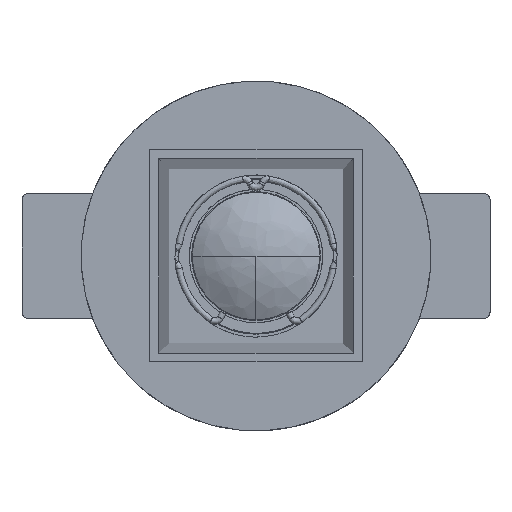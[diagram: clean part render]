
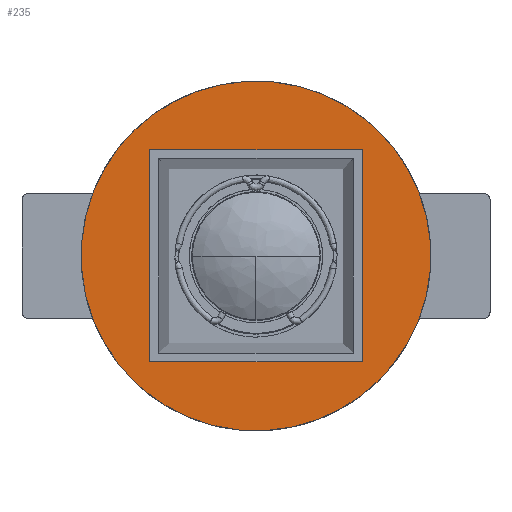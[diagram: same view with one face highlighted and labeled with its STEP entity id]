
A CAD part, top view. The second image highlights one B-rep face of the part: STEP entity #235.
In plain terms, the highlighted planar face has unit normal (0, 0, 1).
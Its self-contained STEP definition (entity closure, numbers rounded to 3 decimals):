
#119=FACE_BOUND('',#739,.T.);
#235=ADVANCED_FACE('',(#481,#119),#3366,.T.);
#481=FACE_OUTER_BOUND('',#738,.T.);
#738=EDGE_LOOP('',(#1362,#1363));
#739=EDGE_LOOP('',(#1364,#1365,#1366,#1367));
#1362=ORIENTED_EDGE('',*,*,#2320,.F.);
#1363=ORIENTED_EDGE('',*,*,#2236,.F.);
#1364=ORIENTED_EDGE('',*,*,#2268,.T.);
#1365=ORIENTED_EDGE('',*,*,#2272,.T.);
#1366=ORIENTED_EDGE('',*,*,#2275,.T.);
#1367=ORIENTED_EDGE('',*,*,#2278,.T.);
#2236=EDGE_CURVE('',#3040,#3094,#2705,.T.);
#2268=EDGE_CURVE('',#3066,#3067,#3510,.T.);
#2272=EDGE_CURVE('',#3067,#3068,#3514,.T.);
#2275=EDGE_CURVE('',#3068,#3069,#3517,.T.);
#2278=EDGE_CURVE('',#3069,#3066,#3520,.T.);
#2320=EDGE_CURVE('',#3094,#3040,#2750,.T.);
#2705=(
BOUNDED_CURVE()
B_SPLINE_CURVE(2,(#7325,#7326,#7327,#7328,#7329),.UNSPECIFIED.,.F.,.F.)
B_SPLINE_CURVE_WITH_KNOTS((3,2,3),(-301.894,-226.42,
-150.947),.UNSPECIFIED.)
CURVE()
GEOMETRIC_REPRESENTATION_ITEM()
RATIONAL_B_SPLINE_CURVE((1.,0.707,1.,0.707,1.))
REPRESENTATION_ITEM('')
);
#2750=(
BOUNDED_CURVE()
B_SPLINE_CURVE(2,(#7599,#7600,#7601,#7602,#7603),.UNSPECIFIED.,.F.,.F.)
B_SPLINE_CURVE_WITH_KNOTS((3,2,3),(-150.947,-75.473,
0.),.UNSPECIFIED.)
CURVE()
GEOMETRIC_REPRESENTATION_ITEM()
RATIONAL_B_SPLINE_CURVE((1.,0.707,1.,0.707,1.))
REPRESENTATION_ITEM('')
);
#3040=VERTEX_POINT('',#7267);
#3066=VERTEX_POINT('',#7293);
#3067=VERTEX_POINT('',#7294);
#3068=VERTEX_POINT('',#7295);
#3069=VERTEX_POINT('',#7296);
#3094=VERTEX_POINT('',#7321);
#3366=PLANE('',#3797);
#3510=B_SPLINE_CURVE_WITH_KNOTS('',1,(#7412,#7413),.UNSPECIFIED.,.F.,.F.,
(2,2),(-70.7,-67.95),.UNSPECIFIED.);
#3514=B_SPLINE_CURVE_WITH_KNOTS('',1,(#7420,#7421),.UNSPECIFIED.,.F.,.F.,
(2,2),(-67.95,-65.2),.UNSPECIFIED.);
#3517=B_SPLINE_CURVE_WITH_KNOTS('',1,(#7426,#7427),.UNSPECIFIED.,.F.,.F.,
(2,2),(-65.2,-62.45),.UNSPECIFIED.);
#3520=B_SPLINE_CURVE_WITH_KNOTS('',1,(#7432,#7433),.UNSPECIFIED.,.F.,.F.,
(2,2),(-62.45,0.),.UNSPECIFIED.);
#3797=AXIS2_PLACEMENT_3D('',#7254,#3968,$);
#3968=DIRECTION('',(0.,0.,1.));
#7254=CARTESIAN_POINT('',(70.06,-70.06,33.57));
#7267=CARTESIAN_POINT('',(39.632,39.632,33.57));
#7293=CARTESIAN_POINT('',(-33.975,-33.975,33.57));
#7294=CARTESIAN_POINT('',(-33.975,33.975,33.57));
#7295=CARTESIAN_POINT('',(33.975,33.975,33.57));
#7296=CARTESIAN_POINT('',(33.975,-33.975,33.57));
#7321=CARTESIAN_POINT('',(-39.632,-39.632,33.57));
#7325=CARTESIAN_POINT('',(39.632,39.632,33.57));
#7326=CARTESIAN_POINT('',(79.264,0.,33.57));
#7327=CARTESIAN_POINT('',(39.632,-39.632,33.57));
#7328=CARTESIAN_POINT('',(0.,-79.264,33.57));
#7329=CARTESIAN_POINT('',(-39.632,-39.632,33.57));
#7412=CARTESIAN_POINT('',(-33.975,-33.975,33.57));
#7413=CARTESIAN_POINT('',(-33.975,33.975,33.57));
#7420=CARTESIAN_POINT('',(-33.975,33.975,33.57));
#7421=CARTESIAN_POINT('',(33.975,33.975,33.57));
#7426=CARTESIAN_POINT('',(33.975,33.975,33.57));
#7427=CARTESIAN_POINT('',(33.975,-33.975,33.57));
#7432=CARTESIAN_POINT('',(33.975,-33.975,33.57));
#7433=CARTESIAN_POINT('',(-33.975,-33.975,33.57));
#7599=CARTESIAN_POINT('',(-39.632,-39.632,33.57));
#7600=CARTESIAN_POINT('',(-79.264,0.,33.57));
#7601=CARTESIAN_POINT('',(-39.632,39.632,33.57));
#7602=CARTESIAN_POINT('',(0.,79.264,33.57));
#7603=CARTESIAN_POINT('',(39.632,39.632,33.57));
